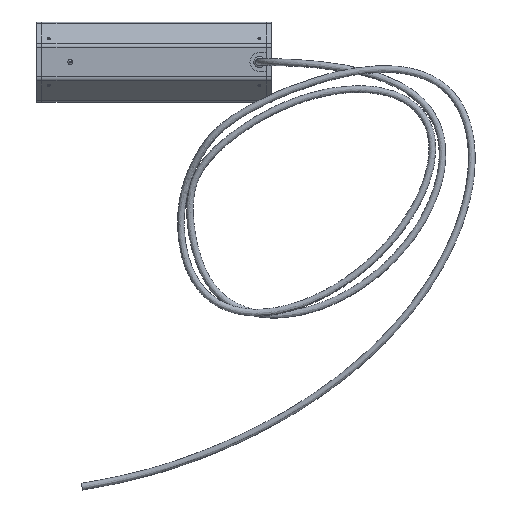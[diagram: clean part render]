
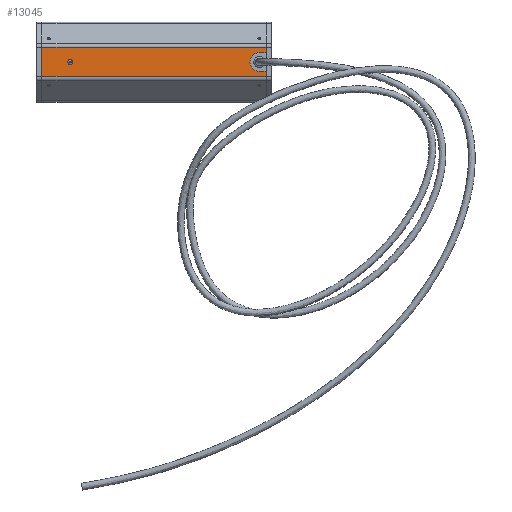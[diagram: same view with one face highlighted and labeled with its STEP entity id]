
A CAD part, left-side view. The second image highlights one B-rep face of the part: STEP entity #13045.
In plain terms, the highlighted planar face has unit normal (-1, 0, 0).
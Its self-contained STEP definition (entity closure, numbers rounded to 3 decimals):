
#255=FACE_BOUND('',#1591,.T.);
#322=PLANE('',#13810);
#860=FACE_OUTER_BOUND('',#1590,.T.);
#1590=EDGE_LOOP('',(#9009,#9010,#9011,#9012,#9013,#9014,#9015,#9016));
#1591=EDGE_LOOP('',(#9017));
#2384=LINE('',#18275,#3903);
#2389=LINE('',#18284,#3908);
#2390=LINE('',#18287,#3909);
#2391=LINE('',#18289,#3910);
#2392=LINE('',#18291,#3911);
#2393=LINE('',#18293,#3912);
#2394=LINE('',#18294,#3913);
#3903=VECTOR('',#14796,10.);
#3908=VECTOR('',#14803,10.);
#3909=VECTOR('',#14806,10.);
#3910=VECTOR('',#14807,10.);
#3911=VECTOR('',#14808,10.);
#3912=VECTOR('',#14809,10.);
#3913=VECTOR('',#14810,10.);
#5421=CIRCLE('',#13807,8.);
#5422=CIRCLE('',#13811,3.);
#5736=VERTEX_POINT('',#18268);
#5737=VERTEX_POINT('',#18270);
#5738=VERTEX_POINT('',#18274);
#5741=VERTEX_POINT('',#18282);
#5742=VERTEX_POINT('',#18286);
#5743=VERTEX_POINT('',#18288);
#5744=VERTEX_POINT('',#18290);
#5745=VERTEX_POINT('',#18292);
#5746=VERTEX_POINT('',#18295);
#7039=EDGE_CURVE('',#5736,#5737,#5421,.T.);
#7041=EDGE_CURVE('',#5738,#5737,#2384,.T.);
#7046=EDGE_CURVE('',#5736,#5741,#2389,.T.);
#7047=EDGE_CURVE('',#5742,#5741,#2390,.T.);
#7048=EDGE_CURVE('',#5743,#5742,#2391,.T.);
#7049=EDGE_CURVE('',#5744,#5743,#2392,.T.);
#7050=EDGE_CURVE('',#5745,#5744,#2393,.T.);
#7051=EDGE_CURVE('',#5738,#5745,#2394,.T.);
#7052=EDGE_CURVE('',#5746,#5746,#5422,.T.);
#9009=ORIENTED_EDGE('',*,*,#7041,.T.);
#9010=ORIENTED_EDGE('',*,*,#7039,.F.);
#9011=ORIENTED_EDGE('',*,*,#7046,.T.);
#9012=ORIENTED_EDGE('',*,*,#7047,.F.);
#9013=ORIENTED_EDGE('',*,*,#7048,.F.);
#9014=ORIENTED_EDGE('',*,*,#7049,.F.);
#9015=ORIENTED_EDGE('',*,*,#7050,.F.);
#9016=ORIENTED_EDGE('',*,*,#7051,.F.);
#9017=ORIENTED_EDGE('',*,*,#7052,.T.);
#13045=ADVANCED_FACE('',(#860,#255),#322,.T.);
#13807=AXIS2_PLACEMENT_3D('',#18271,#14791,#14792);
#13810=AXIS2_PLACEMENT_3D('',#18285,#14804,#14805);
#13811=AXIS2_PLACEMENT_3D('',#18296,#14811,#14812);
#14791=DIRECTION('center_axis',(-1.,0.,0.));
#14792=DIRECTION('ref_axis',(0.,0.,-1.));
#14796=DIRECTION('',(0.,1.,0.));
#14803=DIRECTION('',(0.,-1.,0.));
#14804=DIRECTION('center_axis',(-1.,0.,0.));
#14805=DIRECTION('ref_axis',(0.,0.,1.));
#14806=DIRECTION('',(0.,0.,-1.));
#14807=DIRECTION('',(0.,-1.,0.));
#14808=DIRECTION('',(0.,0.,1.));
#14809=DIRECTION('',(0.,1.,0.));
#14810=DIRECTION('',(0.,0.,-1.));
#14811=DIRECTION('center_axis',(1.,0.,0.));
#14812=DIRECTION('ref_axis',(0.,0.,-1.));
#18268=CARTESIAN_POINT('',(-25.,-123.,8.));
#18270=CARTESIAN_POINT('',(-25.,-123.,-8.));
#18271=CARTESIAN_POINT('Origin',(-25.,-123.,0.));
#18274=CARTESIAN_POINT('',(-25.,-131.,-8.));
#18275=CARTESIAN_POINT('',(-25.,-57.5,-8.));
#18282=CARTESIAN_POINT('',(-25.,-131.,8.));
#18284=CARTESIAN_POINT('',(-25.,-65.5,8.));
#18285=CARTESIAN_POINT('Origin',(-25.,0.,-20.));
#18286=CARTESIAN_POINT('',(-25.,-131.,17.09));
#18287=CARTESIAN_POINT('',(-25.,-131.,-20.));
#18288=CARTESIAN_POINT('',(-25.,131.,17.09));
#18289=CARTESIAN_POINT('',(-25.,0.,17.09));
#18290=CARTESIAN_POINT('',(-25.,131.,-17.09));
#18291=CARTESIAN_POINT('',(-25.,131.,-20.));
#18292=CARTESIAN_POINT('',(-25.,-131.,-17.09));
#18293=CARTESIAN_POINT('',(-25.,0.,-17.09));
#18294=CARTESIAN_POINT('',(-25.,-131.,-20.));
#18295=CARTESIAN_POINT('',(-25.,101.,0.));
#18296=CARTESIAN_POINT('Origin',(-25.,98.,0.));
